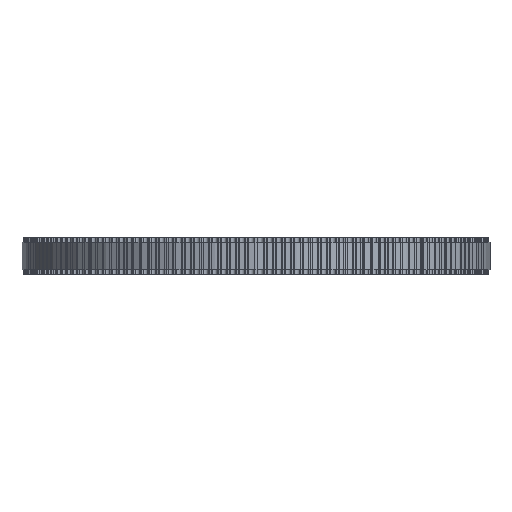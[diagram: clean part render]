
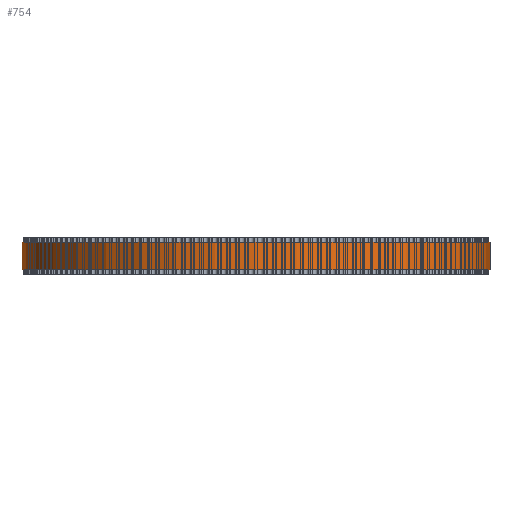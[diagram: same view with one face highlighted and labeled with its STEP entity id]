
A CAD part, front view. The second image highlights one B-rep face of the part: STEP entity #754.
In plain terms, the highlighted cylindrical face has radius 50.293 mm (diameter 100.586 mm), a full revolution.
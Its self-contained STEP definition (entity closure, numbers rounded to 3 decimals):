
#97=FACE_BOUND('',#2656,.T.);
#98=FACE_BOUND('',#2657,.T.);
#754=ADVANCED_FACE('',(#97,#98),#1387,.T.);
#1387=CYLINDRICAL_SURFACE('',#14047,50.293);
#2656=EDGE_LOOP('',(#7714));
#2657=EDGE_LOOP('',(#7715));
#7714=ORIENTED_EDGE('',*,*,#10878,.T.);
#7715=ORIENTED_EDGE('',*,*,#10879,.T.);
#8980=VERTEX_POINT('',#22280);
#8981=VERTEX_POINT('',#22282);
#10878=EDGE_CURVE('',#8980,#8980,#12144,.T.);
#10879=EDGE_CURVE('',#8981,#8981,#12145,.T.);
#12144=CIRCLE('',#14045,50.293);
#12145=CIRCLE('',#14046,50.293);
#14045=AXIS2_PLACEMENT_3D('',#22279,#18478,#18479);
#14046=AXIS2_PLACEMENT_3D('',#22281,#18480,#18481);
#14047=AXIS2_PLACEMENT_3D('',#22283,#18482,#18483);
#18478=DIRECTION('',(0.,0.,1.));
#18479=DIRECTION('',(1.,0.,0.));
#18480=DIRECTION('',(0.,0.,-1.));
#18481=DIRECTION('',(1.,0.,0.));
#18482=DIRECTION('',(0.,0.,1.));
#18483=DIRECTION('',(1.,0.,0.));
#22279=CARTESIAN_POINT('',(0.,0.,1.));
#22280=CARTESIAN_POINT('',(50.293,0.,1.));
#22281=CARTESIAN_POINT('',(0.,0.,7.));
#22282=CARTESIAN_POINT('',(50.293,0.,7.));
#22283=CARTESIAN_POINT('',(0.,0.,1.));
